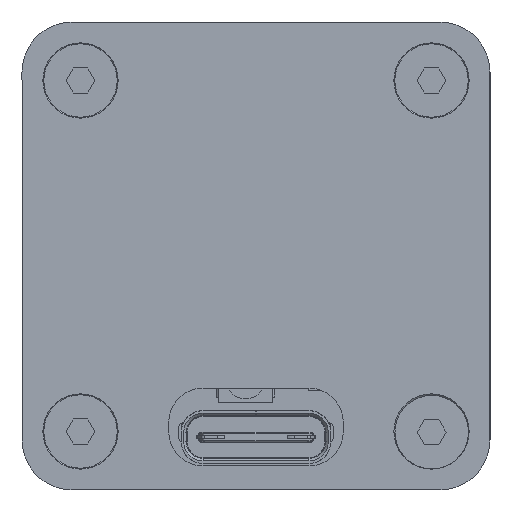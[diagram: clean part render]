
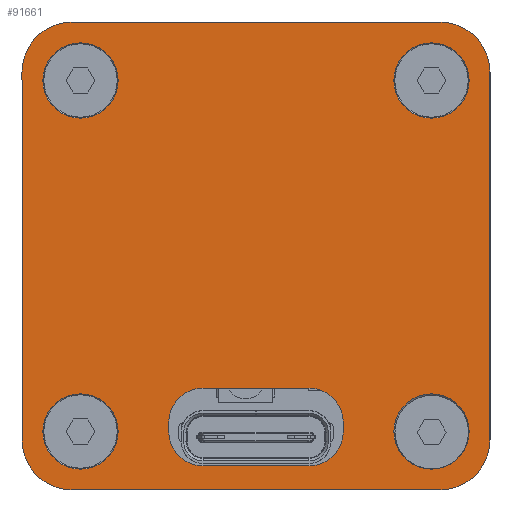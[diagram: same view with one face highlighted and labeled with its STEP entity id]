
A CAD part, front view. The second image highlights one B-rep face of the part: STEP entity #91661.
In plain terms, the highlighted planar face has unit normal (0, -1, 0).
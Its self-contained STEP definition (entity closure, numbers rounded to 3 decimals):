
#4704=FACE_BOUND('',#17350,.T.);
#4705=FACE_BOUND('',#17351,.T.);
#4706=FACE_BOUND('',#17352,.T.);
#4707=FACE_BOUND('',#17353,.T.);
#4708=FACE_BOUND('',#17354,.T.);
#6304=CIRCLE('',#98538,3.);
#6305=CIRCLE('',#98539,3.);
#6306=CIRCLE('',#98540,3.);
#6307=CIRCLE('',#98541,3.);
#6308=CIRCLE('',#98542,2.25);
#6309=CIRCLE('',#98543,2.25);
#6310=CIRCLE('',#98544,2.25);
#6311=CIRCLE('',#98545,2.25);
#6312=CIRCLE('',#98546,2.05);
#6313=CIRCLE('',#98547,2.05);
#6314=CIRCLE('',#98548,2.05);
#6315=CIRCLE('',#98549,2.05);
#11993=FACE_OUTER_BOUND('',#17349,.T.);
#17349=EDGE_LOOP('',(#80351,#80352,#80353,#80354,#80355,#80356,#80357,#80358));
#17350=EDGE_LOOP('',(#80359));
#17351=EDGE_LOOP('',(#80360));
#17352=EDGE_LOOP('',(#80361));
#17353=EDGE_LOOP('',(#80362));
#17354=EDGE_LOOP('',(#80363,#80364,#80365,#80366,#80367,#80368,#80369,#80370));
#26424=LINE('',#170394,#36073);
#26425=LINE('',#170398,#36074);
#26426=LINE('',#170402,#36075);
#26427=LINE('',#170406,#36076);
#26428=LINE('',#170420,#36077);
#26429=LINE('',#170424,#36078);
#26430=LINE('',#170428,#36079);
#26431=LINE('',#170431,#36080);
#36073=VECTOR('',#119095,22.);
#36074=VECTOR('',#119098,22.);
#36075=VECTOR('',#119101,22.);
#36076=VECTOR('',#119104,22.);
#36077=VECTOR('',#119117,0.56);
#36078=VECTOR('',#119120,6.34);
#36079=VECTOR('',#119123,0.56);
#36080=VECTOR('',#119126,6.34);
#44398=VERTEX_POINT('',#170392);
#44399=VERTEX_POINT('',#170393);
#44400=VERTEX_POINT('',#170395);
#44401=VERTEX_POINT('',#170397);
#44402=VERTEX_POINT('',#170399);
#44403=VERTEX_POINT('',#170401);
#44404=VERTEX_POINT('',#170403);
#44405=VERTEX_POINT('',#170405);
#44406=VERTEX_POINT('',#170408);
#44407=VERTEX_POINT('',#170410);
#44408=VERTEX_POINT('',#170412);
#44409=VERTEX_POINT('',#170414);
#44410=VERTEX_POINT('',#170416);
#44411=VERTEX_POINT('',#170417);
#44412=VERTEX_POINT('',#170419);
#44413=VERTEX_POINT('',#170421);
#44414=VERTEX_POINT('',#170423);
#44415=VERTEX_POINT('',#170425);
#44416=VERTEX_POINT('',#170427);
#44417=VERTEX_POINT('',#170429);
#56564=EDGE_CURVE('',#44398,#44399,#26424,.T.);
#56565=EDGE_CURVE('',#44399,#44400,#6304,.T.);
#56566=EDGE_CURVE('',#44400,#44401,#26425,.T.);
#56567=EDGE_CURVE('',#44401,#44402,#6305,.T.);
#56568=EDGE_CURVE('',#44402,#44403,#26426,.T.);
#56569=EDGE_CURVE('',#44403,#44404,#6306,.T.);
#56570=EDGE_CURVE('',#44404,#44405,#26427,.T.);
#56571=EDGE_CURVE('',#44405,#44398,#6307,.T.);
#56572=EDGE_CURVE('',#44406,#44406,#6308,.T.);
#56573=EDGE_CURVE('',#44407,#44407,#6309,.T.);
#56574=EDGE_CURVE('',#44408,#44408,#6310,.T.);
#56575=EDGE_CURVE('',#44409,#44409,#6311,.T.);
#56576=EDGE_CURVE('',#44410,#44411,#6312,.T.);
#56577=EDGE_CURVE('',#44411,#44412,#26428,.T.);
#56578=EDGE_CURVE('',#44412,#44413,#6313,.T.);
#56579=EDGE_CURVE('',#44413,#44414,#26429,.T.);
#56580=EDGE_CURVE('',#44414,#44415,#6314,.T.);
#56581=EDGE_CURVE('',#44415,#44416,#26430,.T.);
#56582=EDGE_CURVE('',#44416,#44417,#6315,.T.);
#56583=EDGE_CURVE('',#44417,#44410,#26431,.T.);
#80351=ORIENTED_EDGE('',*,*,#56564,.T.);
#80352=ORIENTED_EDGE('',*,*,#56565,.T.);
#80353=ORIENTED_EDGE('',*,*,#56566,.T.);
#80354=ORIENTED_EDGE('',*,*,#56567,.T.);
#80355=ORIENTED_EDGE('',*,*,#56568,.T.);
#80356=ORIENTED_EDGE('',*,*,#56569,.T.);
#80357=ORIENTED_EDGE('',*,*,#56570,.T.);
#80358=ORIENTED_EDGE('',*,*,#56571,.T.);
#80359=ORIENTED_EDGE('',*,*,#56572,.T.);
#80360=ORIENTED_EDGE('',*,*,#56573,.T.);
#80361=ORIENTED_EDGE('',*,*,#56574,.T.);
#80362=ORIENTED_EDGE('',*,*,#56575,.T.);
#80363=ORIENTED_EDGE('',*,*,#56576,.T.);
#80364=ORIENTED_EDGE('',*,*,#56577,.T.);
#80365=ORIENTED_EDGE('',*,*,#56578,.T.);
#80366=ORIENTED_EDGE('',*,*,#56579,.T.);
#80367=ORIENTED_EDGE('',*,*,#56580,.T.);
#80368=ORIENTED_EDGE('',*,*,#56581,.T.);
#80369=ORIENTED_EDGE('',*,*,#56582,.T.);
#80370=ORIENTED_EDGE('',*,*,#56583,.T.);
#87042=PLANE('',#98537);
#91661=ADVANCED_FACE('',(#11993,#4704,#4705,#4706,#4707,#4708),#87042,.T.);
#98537=AXIS2_PLACEMENT_3D('',#170391,#119093,#119094);
#98538=AXIS2_PLACEMENT_3D('',#170396,#119096,#119097);
#98539=AXIS2_PLACEMENT_3D('',#170400,#119099,#119100);
#98540=AXIS2_PLACEMENT_3D('',#170404,#119102,#119103);
#98541=AXIS2_PLACEMENT_3D('',#170407,#119105,#119106);
#98542=AXIS2_PLACEMENT_3D('',#170409,#119107,#119108);
#98543=AXIS2_PLACEMENT_3D('',#170411,#119109,#119110);
#98544=AXIS2_PLACEMENT_3D('',#170413,#119111,#119112);
#98545=AXIS2_PLACEMENT_3D('',#170415,#119113,#119114);
#98546=AXIS2_PLACEMENT_3D('',#170418,#119115,#119116);
#98547=AXIS2_PLACEMENT_3D('',#170422,#119118,#119119);
#98548=AXIS2_PLACEMENT_3D('',#170426,#119121,#119122);
#98549=AXIS2_PLACEMENT_3D('',#170430,#119124,#119125);
#119093=DIRECTION('center_axis',(0.,-1.,0.));
#119094=DIRECTION('ref_axis',(1.,0.,0.));
#119095=DIRECTION('',(0.,0.,1.));
#119096=DIRECTION('center_axis',(0.,-1.,0.));
#119097=DIRECTION('ref_axis',(1.,0.,0.));
#119098=DIRECTION('',(-1.,0.,0.));
#119099=DIRECTION('center_axis',(0.,-1.,0.));
#119100=DIRECTION('ref_axis',(0.,0.,1.));
#119101=DIRECTION('',(0.,0.,-1.));
#119102=DIRECTION('center_axis',(0.,-1.,0.));
#119103=DIRECTION('ref_axis',(-1.,0.,0.));
#119104=DIRECTION('',(1.,0.,0.));
#119105=DIRECTION('center_axis',(0.,-1.,0.));
#119106=DIRECTION('ref_axis',(0.,0.,-1.));
#119107=DIRECTION('center_axis',(0.,1.,0.));
#119108=DIRECTION('ref_axis',(1.,0.,0.));
#119109=DIRECTION('center_axis',(0.,1.,0.));
#119110=DIRECTION('ref_axis',(1.,0.,0.));
#119111=DIRECTION('center_axis',(0.,1.,0.));
#119112=DIRECTION('ref_axis',(1.,0.,0.));
#119113=DIRECTION('center_axis',(0.,1.,0.));
#119114=DIRECTION('ref_axis',(1.,0.,0.));
#119115=DIRECTION('center_axis',(0.,1.,0.));
#119116=DIRECTION('ref_axis',(0.,0.,1.));
#119117=DIRECTION('',(0.,0.,-1.));
#119118=DIRECTION('center_axis',(0.,1.,0.));
#119119=DIRECTION('ref_axis',(1.,0.,0.));
#119120=DIRECTION('',(-1.,0.,0.));
#119121=DIRECTION('center_axis',(0.,1.,0.));
#119122=DIRECTION('ref_axis',(0.,0.,-1.));
#119123=DIRECTION('',(0.,0.,1.));
#119124=DIRECTION('center_axis',(0.,1.,0.));
#119125=DIRECTION('ref_axis',(-1.,0.,0.));
#119126=DIRECTION('',(1.,0.,0.));
#170391=CARTESIAN_POINT('Origin',(0.,-13.7,0.));
#170392=CARTESIAN_POINT('',(14.,-13.7,-11.));
#170393=CARTESIAN_POINT('',(14.,-13.7,11.));
#170394=CARTESIAN_POINT('',(14.,-13.7,-11.));
#170395=CARTESIAN_POINT('',(11.,-13.7,14.));
#170396=CARTESIAN_POINT('Origin',(11.,-13.7,11.));
#170397=CARTESIAN_POINT('',(-11.,-13.7,14.));
#170398=CARTESIAN_POINT('',(11.,-13.7,14.));
#170399=CARTESIAN_POINT('',(-14.,-13.7,11.));
#170400=CARTESIAN_POINT('Origin',(-11.,-13.7,11.));
#170401=CARTESIAN_POINT('',(-14.,-13.7,-11.));
#170402=CARTESIAN_POINT('',(-14.,-13.7,11.));
#170403=CARTESIAN_POINT('',(-11.,-13.7,-14.));
#170404=CARTESIAN_POINT('Origin',(-11.,-13.7,-11.));
#170405=CARTESIAN_POINT('',(11.,-13.7,-14.));
#170406=CARTESIAN_POINT('',(-11.,-13.7,-14.));
#170407=CARTESIAN_POINT('Origin',(11.,-13.7,-11.));
#170408=CARTESIAN_POINT('',(-10.5,-13.7,12.75));
#170409=CARTESIAN_POINT('Origin',(-10.5,-13.7,10.5));
#170410=CARTESIAN_POINT('',(-10.5,-13.7,-8.25));
#170411=CARTESIAN_POINT('Origin',(-10.5,-13.7,-10.5));
#170412=CARTESIAN_POINT('',(10.5,-13.7,-8.25));
#170413=CARTESIAN_POINT('Origin',(10.5,-13.7,-10.5));
#170414=CARTESIAN_POINT('',(10.5,-13.7,12.75));
#170415=CARTESIAN_POINT('Origin',(10.5,-13.7,10.5));
#170416=CARTESIAN_POINT('',(3.17,-13.7,-7.904));
#170417=CARTESIAN_POINT('',(5.22,-13.7,-9.954));
#170418=CARTESIAN_POINT('Origin',(3.17,-13.7,-9.954));
#170419=CARTESIAN_POINT('',(5.22,-13.7,-10.514));
#170420=CARTESIAN_POINT('',(5.22,-13.7,-9.954));
#170421=CARTESIAN_POINT('',(3.17,-13.7,-12.564));
#170422=CARTESIAN_POINT('Origin',(3.17,-13.7,-10.514));
#170423=CARTESIAN_POINT('',(-3.17,-13.7,-12.564));
#170424=CARTESIAN_POINT('',(3.17,-13.7,-12.564));
#170425=CARTESIAN_POINT('',(-5.22,-13.7,-10.514));
#170426=CARTESIAN_POINT('Origin',(-3.17,-13.7,-10.514));
#170427=CARTESIAN_POINT('',(-5.22,-13.7,-9.954));
#170428=CARTESIAN_POINT('',(-5.22,-13.7,-10.514));
#170429=CARTESIAN_POINT('',(-3.17,-13.7,-7.904));
#170430=CARTESIAN_POINT('Origin',(-3.17,-13.7,-9.954));
#170431=CARTESIAN_POINT('',(-3.17,-13.7,-7.904));
